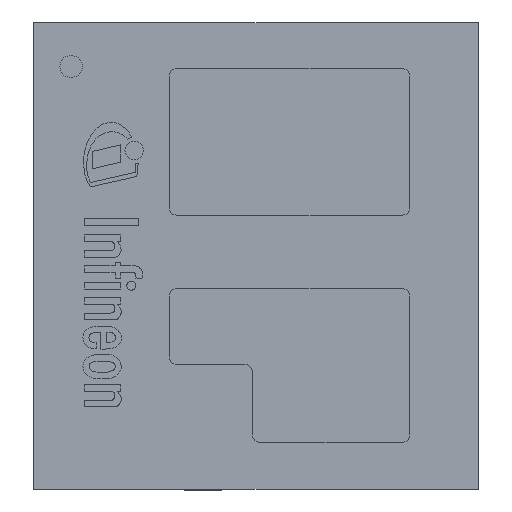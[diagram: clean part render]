
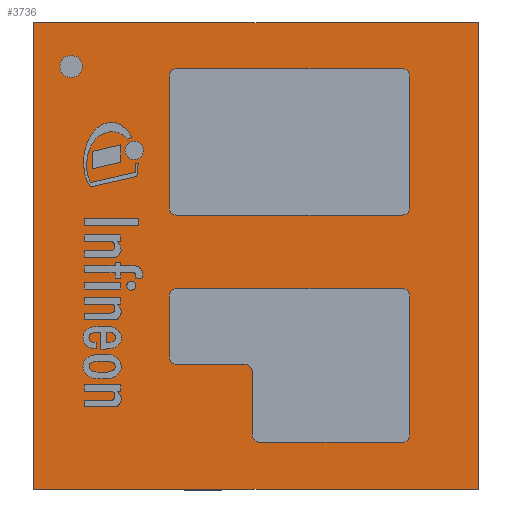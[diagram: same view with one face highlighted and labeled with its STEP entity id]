
A CAD part, top view. The second image highlights one B-rep face of the part: STEP entity #3736.
In plain terms, the highlighted planar face has unit normal (0, 0, 1).
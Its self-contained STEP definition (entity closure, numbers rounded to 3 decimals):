
#133=LINE('',#5228,#574);
#134=LINE('',#5230,#575);
#135=LINE('',#5232,#576);
#136=LINE('',#5233,#577);
#574=VECTOR('',#4263,1.);
#575=VECTOR('',#4264,1.);
#576=VECTOR('',#4265,1.);
#577=VECTOR('',#4266,1.);
#1016=PLANE('',#3993);
#1197=FACE_BOUND('',#1439,.T.);
#1207=FACE_OUTER_BOUND('',#1438,.T.);
#1438=EDGE_LOOP('',(#2632,#2633,#2634,#2635));
#1439=EDGE_LOOP('',(#2636));
#1674=CIRCLE('',#3990,0.15);
#1728=VERTEX_POINT('',#5220);
#1730=VERTEX_POINT('',#5226);
#1731=VERTEX_POINT('',#5227);
#1732=VERTEX_POINT('',#5229);
#1733=VERTEX_POINT('',#5231);
#2090=EDGE_CURVE('',#1728,#1728,#1674,.T.);
#2092=EDGE_CURVE('',#1730,#1731,#133,.T.);
#2093=EDGE_CURVE('',#1732,#1730,#134,.T.);
#2094=EDGE_CURVE('',#1733,#1732,#135,.T.);
#2095=EDGE_CURVE('',#1731,#1733,#136,.T.);
#2632=ORIENTED_EDGE('',*,*,#2092,.F.);
#2633=ORIENTED_EDGE('',*,*,#2093,.F.);
#2634=ORIENTED_EDGE('',*,*,#2094,.F.);
#2635=ORIENTED_EDGE('',*,*,#2095,.F.);
#2636=ORIENTED_EDGE('',*,*,#2090,.T.);
#3736=ADVANCED_FACE('',(#1207,#1197),#1016,.F.);
#3990=AXIS2_PLACEMENT_3D('',#5221,#4255,#4256);
#3993=AXIS2_PLACEMENT_3D('',#5225,#4261,#4262);
#4255=DIRECTION('center_axis',(0.,0.,-1.));
#4256=DIRECTION('ref_axis',(0.,1.,0.));
#4261=DIRECTION('center_axis',(0.,0.,-1.));
#4262=DIRECTION('ref_axis',(-1.,0.,0.));
#4263=DIRECTION('',(1.,0.,0.));
#4264=DIRECTION('',(0.,1.,0.));
#4265=DIRECTION('',(-1.,0.,0.));
#4266=DIRECTION('',(0.,-1.,0.));
#5220=CARTESIAN_POINT('',(-2.49,2.4,0.75));
#5221=CARTESIAN_POINT('Origin',(-2.49,2.55,0.75));
#5225=CARTESIAN_POINT('Origin',(0.,0.,0.75));
#5226=CARTESIAN_POINT('',(-2.99,3.14,0.75));
#5227=CARTESIAN_POINT('',(2.99,3.14,0.75));
#5228=CARTESIAN_POINT('',(1.495,3.14,0.75));
#5229=CARTESIAN_POINT('',(-2.99,-3.14,0.75));
#5230=CARTESIAN_POINT('',(-2.99,1.57,0.75));
#5231=CARTESIAN_POINT('',(2.99,-3.14,0.75));
#5232=CARTESIAN_POINT('',(-1.495,-3.14,0.75));
#5233=CARTESIAN_POINT('',(2.99,-1.57,0.75));
